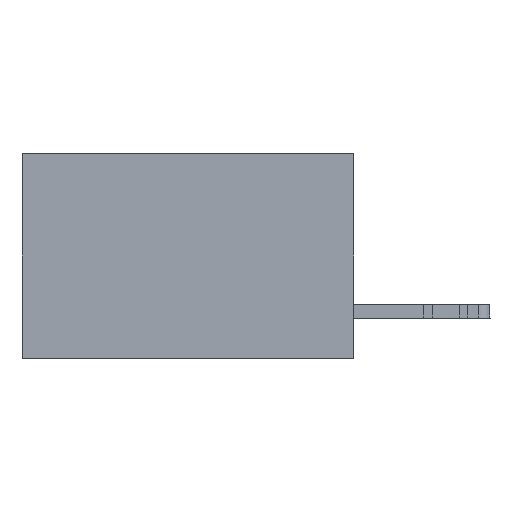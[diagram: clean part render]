
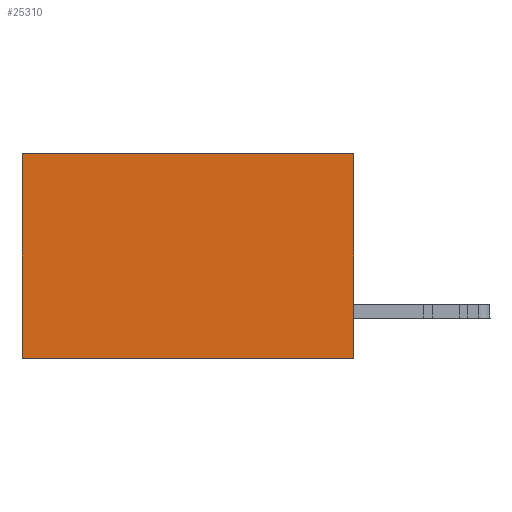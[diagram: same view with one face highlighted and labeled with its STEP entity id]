
A CAD part, left-side view. The second image highlights one B-rep face of the part: STEP entity #25310.
In plain terms, the highlighted planar face has unit normal (-1, 0, 0).
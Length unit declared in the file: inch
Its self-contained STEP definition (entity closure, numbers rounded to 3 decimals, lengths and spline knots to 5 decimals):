
#2143 = VECTOR ( 'NONE', #20835, 39.37008 ) ;
#2893 = EDGE_LOOP ( 'NONE', ( #36899, #14050, #20639, #38596 ) ) ;
#3594 = DIRECTION ( 'NONE',  ( 1., 0., 0. ) ) ;
#3704 = VERTEX_POINT ( 'NONE', #25088 ) ;
#5947 = EDGE_CURVE ( 'NONE', #9139, #3704, #15675, .T. ) ;
#8512 = LINE ( 'NONE', #28060, #18450 ) ;
#9139 = VERTEX_POINT ( 'NONE', #19588 ) ;
#10242 = EDGE_CURVE ( 'NONE', #25678, #9139, #8512, .T. ) ;
#10475 = PLANE ( 'NONE',  #42283 ) ;
#10901 = DIRECTION ( 'NONE',  ( 0., 0., -1. ) ) ;
#14050 = ORIENTED_EDGE ( 'NONE', *, *, #5947, .F. ) ;
#15030 = CARTESIAN_POINT ( 'NONE',  ( 0.2875, 0., 0. ) ) ;
#15675 = LINE ( 'NONE', #28776, #27014 ) ;
#18450 = VECTOR ( 'NONE', #31477, 39.37008 ) ;
#19588 = CARTESIAN_POINT ( 'NONE',  ( 0.2875, 0., -0.37 ) ) ;
#20385 = CARTESIAN_POINT ( 'NONE',  ( 0.2875, 0.6, 0. ) ) ;
#20639 = ORIENTED_EDGE ( 'NONE', *, *, #10242, .F. ) ;
#20835 = DIRECTION ( 'NONE',  ( 0., 1., 0. ) ) ;
#21177 = VERTEX_POINT ( 'NONE', #27922 ) ;
#24916 = LINE ( 'NONE', #15030, #2143 ) ;
#25088 = CARTESIAN_POINT ( 'NONE',  ( 0.2875, 0.6, -0.37 ) ) ;
#25310 = ADVANCED_FACE ( 'NONE', ( #26152 ), #10475, .F. ) ;
#25678 = VERTEX_POINT ( 'NONE', #34913 ) ;
#26152 = FACE_OUTER_BOUND ( 'NONE', #2893, .T. ) ;
#26792 = CARTESIAN_POINT ( 'NONE',  ( 0.2875, 0., 0. ) ) ;
#27014 = VECTOR ( 'NONE', #42044, 39.37008 ) ;
#27922 = CARTESIAN_POINT ( 'NONE',  ( 0.2875, 0.6, 0. ) ) ;
#28060 = CARTESIAN_POINT ( 'NONE',  ( 0.2875, 0., 0. ) ) ;
#28776 = CARTESIAN_POINT ( 'NONE',  ( 0.2875, 0., -0.37 ) ) ;
#30256 = DIRECTION ( 'NONE',  ( 0., 0., -1. ) ) ;
#31477 = DIRECTION ( 'NONE',  ( 0., 0., -1. ) ) ;
#34913 = CARTESIAN_POINT ( 'NONE',  ( 0.2875, 0., 0. ) ) ;
#35005 = EDGE_CURVE ( 'NONE', #25678, #21177, #24916, .T. ) ;
#36693 = LINE ( 'NONE', #20385, #38646 ) ;
#36899 = ORIENTED_EDGE ( 'NONE', *, *, #39561, .T. ) ;
#38596 = ORIENTED_EDGE ( 'NONE', *, *, #35005, .T. ) ;
#38646 = VECTOR ( 'NONE', #30256, 39.37008 ) ;
#39561 = EDGE_CURVE ( 'NONE', #21177, #3704, #36693, .T. ) ;
#42044 = DIRECTION ( 'NONE',  ( 0., 1., 0. ) ) ;
#42283 = AXIS2_PLACEMENT_3D ( 'NONE', #26792, #3594, #10901 ) ;
